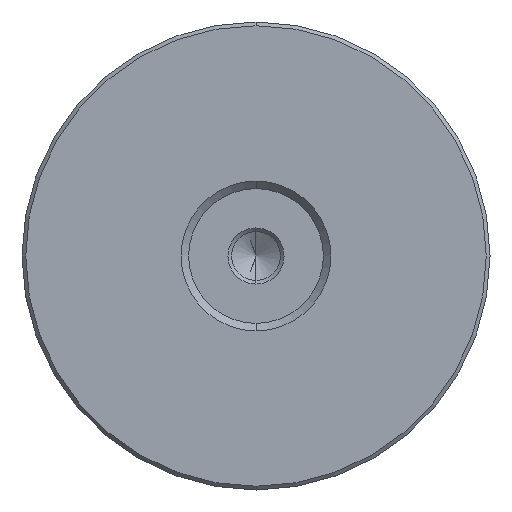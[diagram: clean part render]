
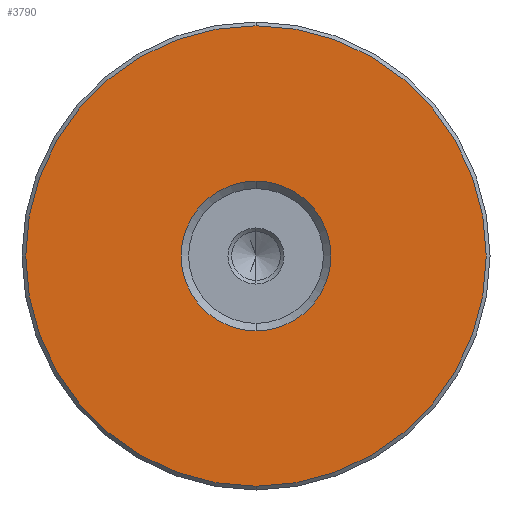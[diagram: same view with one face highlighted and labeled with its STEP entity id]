
A CAD part, front view. The second image highlights one B-rep face of the part: STEP entity #3790.
In plain terms, the highlighted planar face has unit normal (0, -1, 0).
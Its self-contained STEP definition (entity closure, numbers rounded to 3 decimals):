
#1863 = EDGE_CURVE('',#1864,#1866,#1868,.T.);
#1864 = VERTEX_POINT('',#1865);
#1865 = CARTESIAN_POINT('',(0.,-37.5,-15.621));
#1866 = VERTEX_POINT('',#1867);
#1867 = CARTESIAN_POINT('',(0.,-37.5,15.621));
#1868 = SURFACE_CURVE('',#1869,(#1874,#1886),.PCURVE_S1.);
#1869 = CIRCLE('',#1870,15.621);
#1870 = AXIS2_PLACEMENT_3D('',#1871,#1872,#1873);
#1871 = CARTESIAN_POINT('',(0.,-37.5,0.));
#1872 = DIRECTION('',(0.,-1.,0.));
#1873 = DIRECTION('',(0.,0.,1.));
#1874 = PCURVE('',#1875,#1880);
#1875 = CONICAL_SURFACE('',#1876,15.875,0.785);
#1876 = AXIS2_PLACEMENT_3D('',#1877,#1878,#1879);
#1877 = CARTESIAN_POINT('',(0.,-37.246,0.));
#1878 = DIRECTION('',(-0.,1.,-0.));
#1879 = DIRECTION('',(0.,0.,1.));
#1880 = DEFINITIONAL_REPRESENTATION('',(#1881),#1885);
#1881 = LINE('',#1882,#1883);
#1882 = CARTESIAN_POINT('',(6.283,-0.254));
#1883 = VECTOR('',#1884,1.);
#1884 = DIRECTION('',(-1.,0.));
#1885 = ( GEOMETRIC_REPRESENTATION_CONTEXT(2) 
PARAMETRIC_REPRESENTATION_CONTEXT() REPRESENTATION_CONTEXT('2D SPACE',''
  ) );
#1886 = PCURVE('',#1887,#1892);
#1887 = PLANE('',#1888);
#1888 = AXIS2_PLACEMENT_3D('',#1889,#1890,#1891);
#1889 = CARTESIAN_POINT('',(15.875,-37.5,0.));
#1890 = DIRECTION('',(-0.,1.,0.));
#1891 = DIRECTION('',(0.,0.,1.));
#1892 = DEFINITIONAL_REPRESENTATION('',(#1893),#1901);
#1893 = ( BOUNDED_CURVE() B_SPLINE_CURVE(2,(#1894,#1895,#1896,#1897,
#1898,#1899,#1900),.UNSPECIFIED.,.T.,.F.) B_SPLINE_CURVE_WITH_KNOTS((1,2
    ,2,2,2,1),(-2.094,0.,2.094,4.189,
6.283,8.378),.UNSPECIFIED.) CURVE() 
GEOMETRIC_REPRESENTATION_ITEM() RATIONAL_B_SPLINE_CURVE((1.,0.5,1.,0.5,
1.,0.5,1.)) REPRESENTATION_ITEM('') );
#1894 = CARTESIAN_POINT('',(15.621,-15.875));
#1895 = CARTESIAN_POINT('',(15.621,-42.931));
#1896 = CARTESIAN_POINT('',(-7.811,-29.403));
#1897 = CARTESIAN_POINT('',(-31.242,-15.875));
#1898 = CARTESIAN_POINT('',(-7.811,-2.347));
#1899 = CARTESIAN_POINT('',(15.621,11.181));
#1900 = CARTESIAN_POINT('',(15.621,-15.875));
#1901 = ( GEOMETRIC_REPRESENTATION_CONTEXT(2) 
PARAMETRIC_REPRESENTATION_CONTEXT() REPRESENTATION_CONTEXT('2D SPACE',''
  ) );
#1919 = CONICAL_SURFACE('',#1920,15.875,0.785);
#1920 = AXIS2_PLACEMENT_3D('',#1921,#1922,#1923);
#1921 = CARTESIAN_POINT('',(0.,-37.246,0.));
#1922 = DIRECTION('',(-0.,1.,-0.));
#1923 = DIRECTION('',(0.,0.,1.));
#2659 = VERTEX_POINT('',#2660);
#2660 = CARTESIAN_POINT('',(0.,-37.5,-5.08));
#2667 = CONICAL_SURFACE('',#2668,4.572,0.785);
#2668 = AXIS2_PLACEMENT_3D('',#2669,#2670,#2671);
#2669 = CARTESIAN_POINT('',(0.,-36.992,0.));
#2670 = DIRECTION('',(0.,-1.,0.));
#2671 = DIRECTION('',(0.,0.,-1.));
#2679 = CONICAL_SURFACE('',#2680,4.572,0.785);
#2680 = AXIS2_PLACEMENT_3D('',#2681,#2682,#2683);
#2681 = CARTESIAN_POINT('',(0.,-36.992,0.));
#2682 = DIRECTION('',(0.,-1.,0.));
#2683 = DIRECTION('',(0.,0.,-1.));
#2691 = EDGE_CURVE('',#2659,#2692,#2694,.T.);
#2692 = VERTEX_POINT('',#2693);
#2693 = CARTESIAN_POINT('',(0.,-37.5,5.08));
#2694 = SURFACE_CURVE('',#2695,(#2700,#2707),.PCURVE_S1.);
#2695 = CIRCLE('',#2696,5.08);
#2696 = AXIS2_PLACEMENT_3D('',#2697,#2698,#2699);
#2697 = CARTESIAN_POINT('',(0.,-37.5,0.));
#2698 = DIRECTION('',(-0.,1.,0.));
#2699 = DIRECTION('',(0.,0.,1.));
#2700 = PCURVE('',#2667,#2701);
#2701 = DEFINITIONAL_REPRESENTATION('',(#2702),#2706);
#2702 = LINE('',#2703,#2704);
#2703 = CARTESIAN_POINT('',(9.425,0.508));
#2704 = VECTOR('',#2705,1.);
#2705 = DIRECTION('',(-1.,0.));
#2706 = ( GEOMETRIC_REPRESENTATION_CONTEXT(2) 
PARAMETRIC_REPRESENTATION_CONTEXT() REPRESENTATION_CONTEXT('2D SPACE',''
  ) );
#2707 = PCURVE('',#1887,#2708);
#2708 = DEFINITIONAL_REPRESENTATION('',(#2709),#2713);
#2709 = CIRCLE('',#2710,5.08);
#2710 = AXIS2_PLACEMENT_2D('',#2711,#2712);
#2711 = CARTESIAN_POINT('',(0.,-15.875));
#2712 = DIRECTION('',(1.,0.));
#2713 = ( GEOMETRIC_REPRESENTATION_CONTEXT(2) 
PARAMETRIC_REPRESENTATION_CONTEXT() REPRESENTATION_CONTEXT('2D SPACE',''
  ) );
#3766 = EDGE_CURVE('',#2692,#2659,#3767,.T.);
#3767 = SURFACE_CURVE('',#3768,(#3773,#3780),.PCURVE_S1.);
#3768 = CIRCLE('',#3769,5.08);
#3769 = AXIS2_PLACEMENT_3D('',#3770,#3771,#3772);
#3770 = CARTESIAN_POINT('',(0.,-37.5,0.));
#3771 = DIRECTION('',(-0.,1.,0.));
#3772 = DIRECTION('',(0.,0.,1.));
#3773 = PCURVE('',#2679,#3774);
#3774 = DEFINITIONAL_REPRESENTATION('',(#3775),#3779);
#3775 = LINE('',#3776,#3777);
#3776 = CARTESIAN_POINT('',(3.142,0.508));
#3777 = VECTOR('',#3778,1.);
#3778 = DIRECTION('',(-1.,0.));
#3779 = ( GEOMETRIC_REPRESENTATION_CONTEXT(2) 
PARAMETRIC_REPRESENTATION_CONTEXT() REPRESENTATION_CONTEXT('2D SPACE',''
  ) );
#3780 = PCURVE('',#1887,#3781);
#3781 = DEFINITIONAL_REPRESENTATION('',(#3782),#3786);
#3782 = CIRCLE('',#3783,5.08);
#3783 = AXIS2_PLACEMENT_2D('',#3784,#3785);
#3784 = CARTESIAN_POINT('',(0.,-15.875));
#3785 = DIRECTION('',(1.,0.));
#3786 = ( GEOMETRIC_REPRESENTATION_CONTEXT(2) 
PARAMETRIC_REPRESENTATION_CONTEXT() REPRESENTATION_CONTEXT('2D SPACE',''
  ) );
#3790 = ADVANCED_FACE('',(#3791,#3820),#1887,.F.);
#3791 = FACE_BOUND('',#3792,.T.);
#3792 = EDGE_LOOP('',(#3793,#3819));
#3793 = ORIENTED_EDGE('',*,*,#3794,.T.);
#3794 = EDGE_CURVE('',#1866,#1864,#3795,.T.);
#3795 = SURFACE_CURVE('',#3796,(#3801,#3812),.PCURVE_S1.);
#3796 = CIRCLE('',#3797,15.621);
#3797 = AXIS2_PLACEMENT_3D('',#3798,#3799,#3800);
#3798 = CARTESIAN_POINT('',(0.,-37.5,0.));
#3799 = DIRECTION('',(0.,-1.,0.));
#3800 = DIRECTION('',(0.,0.,1.));
#3801 = PCURVE('',#1887,#3802);
#3802 = DEFINITIONAL_REPRESENTATION('',(#3803),#3811);
#3803 = ( BOUNDED_CURVE() B_SPLINE_CURVE(2,(#3804,#3805,#3806,#3807,
#3808,#3809,#3810),.UNSPECIFIED.,.T.,.F.) B_SPLINE_CURVE_WITH_KNOTS((1,2
    ,2,2,2,1),(-2.094,0.,2.094,4.189,
6.283,8.378),.UNSPECIFIED.) CURVE() 
GEOMETRIC_REPRESENTATION_ITEM() RATIONAL_B_SPLINE_CURVE((1.,0.5,1.,0.5,
1.,0.5,1.)) REPRESENTATION_ITEM('') );
#3804 = CARTESIAN_POINT('',(15.621,-15.875));
#3805 = CARTESIAN_POINT('',(15.621,-42.931));
#3806 = CARTESIAN_POINT('',(-7.811,-29.403));
#3807 = CARTESIAN_POINT('',(-31.242,-15.875));
#3808 = CARTESIAN_POINT('',(-7.811,-2.347));
#3809 = CARTESIAN_POINT('',(15.621,11.181));
#3810 = CARTESIAN_POINT('',(15.621,-15.875));
#3811 = ( GEOMETRIC_REPRESENTATION_CONTEXT(2) 
PARAMETRIC_REPRESENTATION_CONTEXT() REPRESENTATION_CONTEXT('2D SPACE',''
  ) );
#3812 = PCURVE('',#1919,#3813);
#3813 = DEFINITIONAL_REPRESENTATION('',(#3814),#3818);
#3814 = LINE('',#3815,#3816);
#3815 = CARTESIAN_POINT('',(6.283,-0.254));
#3816 = VECTOR('',#3817,1.);
#3817 = DIRECTION('',(-1.,0.));
#3818 = ( GEOMETRIC_REPRESENTATION_CONTEXT(2) 
PARAMETRIC_REPRESENTATION_CONTEXT() REPRESENTATION_CONTEXT('2D SPACE',''
  ) );
#3819 = ORIENTED_EDGE('',*,*,#1863,.T.);
#3820 = FACE_BOUND('',#3821,.T.);
#3821 = EDGE_LOOP('',(#3822,#3823));
#3822 = ORIENTED_EDGE('',*,*,#2691,.T.);
#3823 = ORIENTED_EDGE('',*,*,#3766,.T.);
